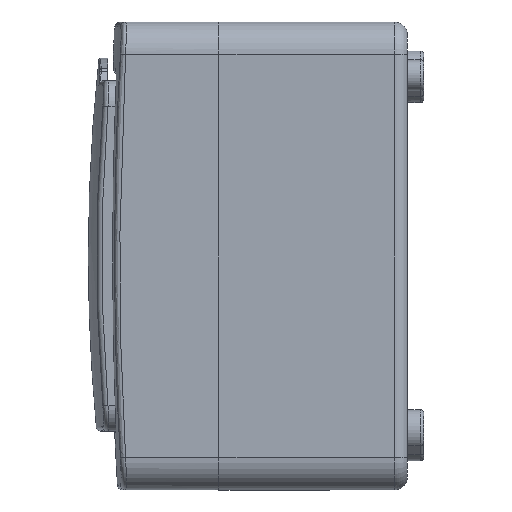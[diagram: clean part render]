
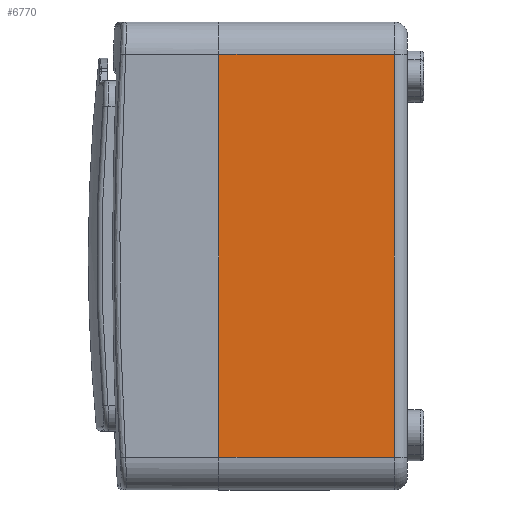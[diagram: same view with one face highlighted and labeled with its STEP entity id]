
A CAD part, left-side view. The second image highlights one B-rep face of the part: STEP entity #6770.
In plain terms, the highlighted planar face has unit normal (-1, 0, 0).
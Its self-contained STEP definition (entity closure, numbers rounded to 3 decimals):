
#1840 = VECTOR ( 'NONE', #2834, 1000. ) ;
#1902 = EDGE_LOOP ( 'NONE', ( #9066, #15512, #13981, #2166 ) ) ;
#2166 = ORIENTED_EDGE ( 'NONE', *, *, #14437, .F. ) ;
#2710 = DIRECTION ( 'NONE',  ( 1., 0., 0. ) ) ;
#2834 = DIRECTION ( 'NONE',  ( 0., 1., 0. ) ) ;
#3182 = EDGE_CURVE ( 'NONE', #17692, #14439, #5870, .T. ) ;
#3428 = CARTESIAN_POINT ( 'NONE',  ( -36., 2., 36. ) ) ;
#4222 = DIRECTION ( 'NONE',  ( 0., 0., 1. ) ) ;
#5769 = CARTESIAN_POINT ( 'NONE',  ( -36., 2., 31. ) ) ;
#5870 = LINE ( 'NONE', #8935, #1840 ) ;
#6379 = CARTESIAN_POINT ( 'NONE',  ( -36., 29., -31. ) ) ;
#6770 = ADVANCED_FACE ( 'NONE', ( #18730 ), #10326, .F. ) ;
#7675 = VECTOR ( 'NONE', #4222, 1000. ) ;
#7758 = VERTEX_POINT ( 'NONE', #8755 ) ;
#7925 = DIRECTION ( 'NONE',  ( 0., -1., 0. ) ) ;
#8755 = CARTESIAN_POINT ( 'NONE',  ( -36., 29., -31. ) ) ;
#8935 = CARTESIAN_POINT ( 'NONE',  ( -36., 29., 31. ) ) ;
#9066 = ORIENTED_EDGE ( 'NONE', *, *, #14807, .T. ) ;
#10326 = PLANE ( 'NONE',  #11963 ) ;
#11790 = CARTESIAN_POINT ( 'NONE',  ( -36., 29., 31. ) ) ;
#11793 = CARTESIAN_POINT ( 'NONE',  ( -36., 29., 36. ) ) ;
#11963 = AXIS2_PLACEMENT_3D ( 'NONE', #11793, #2710, #13266 ) ;
#13264 = CARTESIAN_POINT ( 'NONE',  ( -36., 29., 36. ) ) ;
#13266 = DIRECTION ( 'NONE',  ( 0., 0., -1. ) ) ;
#13981 = ORIENTED_EDGE ( 'NONE', *, *, #3182, .T. ) ;
#13984 = DIRECTION ( 'NONE',  ( 0., 0., 1. ) ) ;
#14427 = VECTOR ( 'NONE', #13984, 1000. ) ;
#14437 = EDGE_CURVE ( 'NONE', #7758, #14439, #15611, .T. ) ;
#14439 = VERTEX_POINT ( 'NONE', #11790 ) ;
#14807 = EDGE_CURVE ( 'NONE', #7758, #16332, #16276, .T. ) ;
#14872 = EDGE_CURVE ( 'NONE', #16332, #17692, #18329, .T. ) ;
#15512 = ORIENTED_EDGE ( 'NONE', *, *, #14872, .T. ) ;
#15611 = LINE ( 'NONE', #13264, #7675 ) ;
#16276 = LINE ( 'NONE', #6379, #18763 ) ;
#16332 = VERTEX_POINT ( 'NONE', #18526 ) ;
#17692 = VERTEX_POINT ( 'NONE', #5769 ) ;
#18329 = LINE ( 'NONE', #3428, #14427 ) ;
#18526 = CARTESIAN_POINT ( 'NONE',  ( -36., 2., -31. ) ) ;
#18730 = FACE_OUTER_BOUND ( 'NONE', #1902, .T. ) ;
#18763 = VECTOR ( 'NONE', #7925, 1000. ) ;
